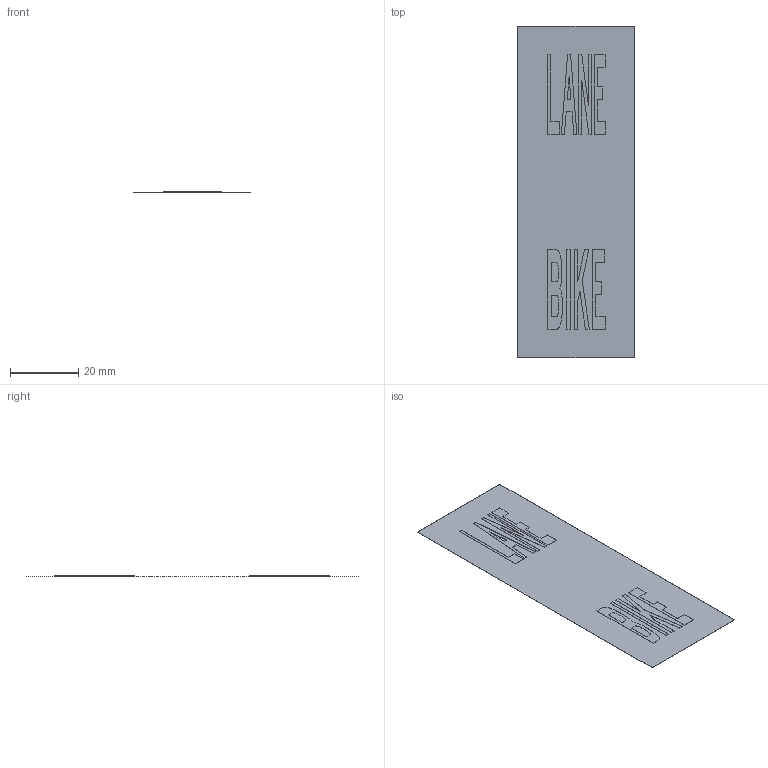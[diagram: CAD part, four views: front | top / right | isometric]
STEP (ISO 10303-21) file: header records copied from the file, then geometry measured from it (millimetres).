
FILE_DESCRIPTION(/* description */ (''),/* implementation_level */ '2;1');
FILE_NAME(/* name */ 'scale bike lane marking',/* time_stamp */ '2025-01-28T13:36:32-05:00',/* author */ (''),/* organization */ (''),/* preprocessor_version */ 'ST-DEVELOPER v19.2',/* originating_system */ 'Rhino 8.15',/* authorisation */ '');
FILE_SCHEMA (('CONFIG_CONTROL_DESIGN'));
Length unit declared in the file: inch
Products named in the file (1): Document
Bounding box: 34.29 x 97.35 x 0.1 mm (x, y, z)
Volume: 188.3 mm3; surface area: 7456.6 mm2
Topology: 9 solids, 9 shells, 105 faces, 261 edges, 174 vertices
Faces by surface type: plane 98, bspline 7
Entity records: 2864 total; most frequent: CARTESIAN_POINT 908, ORIENTED_EDGE 522, EDGE_CURVE 261, B_SPLINE_CURVE_WITH_KNOTS 261, VERTEX_POINT 174, EDGE_LOOP 111, ADVANCED_FACE 105, FACE_OUTER_BOUND 105
